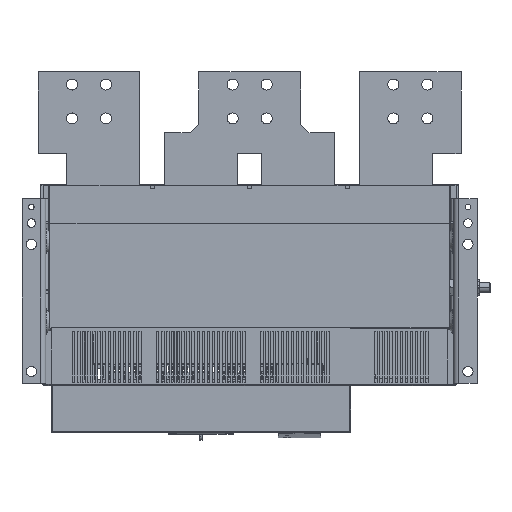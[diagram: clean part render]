
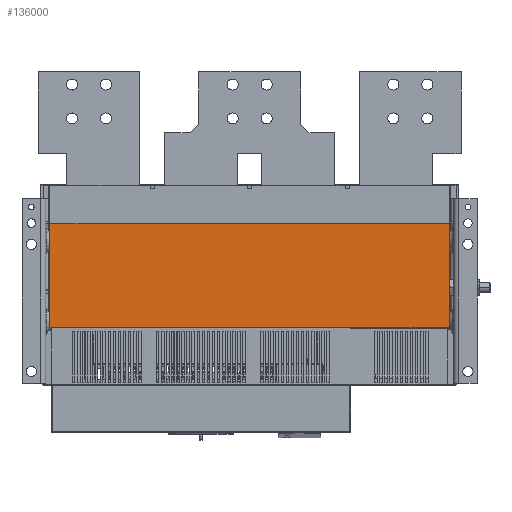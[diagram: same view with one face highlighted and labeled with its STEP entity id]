
A CAD part, front view. The second image highlights one B-rep face of the part: STEP entity #136000.
In plain terms, the highlighted planar face has unit normal (0, -1, -0.008).
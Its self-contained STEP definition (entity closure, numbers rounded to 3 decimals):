
#12433=DIRECTION('',(-1.,0.,0.));
#12434=VECTOR('',#12433,353.);
#12435=CARTESIAN_POINT('',(365.5,1.,-128.));
#12436=LINE('',#12435,#12434);
#12437=DIRECTION('',(-1.,0.,0.));
#12438=VECTOR('',#12437,1.5);
#12439=CARTESIAN_POINT('',(12.5,1.,-128.));
#12440=LINE('',#12439,#12438);
#12441=DIRECTION('',(1.,0.,0.));
#12442=VECTOR('',#12441,471.);
#12443=CARTESIAN_POINT('',(11.,0.,-5.));
#12444=LINE('',#12443,#12442);
#12445=DIRECTION('',(-1.,0.,0.));
#12446=VECTOR('',#12445,116.5);
#12447=CARTESIAN_POINT('',(482.,1.,-128.));
#12448=LINE('',#12447,#12446);
#13515=DIRECTION('',(0.,-0.008,1.));
#13516=VECTOR('',#13515,123.004);
#13517=CARTESIAN_POINT('',(482.,1.,-128.));
#13518=LINE('',#13517,#13516);
#23487=DIRECTION('',(0.,0.008,-1.));
#23488=VECTOR('',#23487,123.004);
#23489=CARTESIAN_POINT('',(11.,0.,-5.));
#23490=LINE('',#23489,#23488);
#93291=CARTESIAN_POINT('',(12.5,1.,-128.));
#93293=VERTEX_POINT('',#93291);
#93327=CARTESIAN_POINT('',(11.,1.,-128.));
#93328=VERTEX_POINT('',#93327);
#99015=CARTESIAN_POINT('',(11.,0.,-5.));
#99016=CARTESIAN_POINT('',(482.,0.,-5.));
#99017=VERTEX_POINT('',#99015);
#99018=VERTEX_POINT('',#99016);
#99033=CARTESIAN_POINT('',(365.5,1.,-128.));
#99034=VERTEX_POINT('',#99033);
#99035=CARTESIAN_POINT('',(482.,1.,-128.));
#99036=VERTEX_POINT('',#99035);
#135983=CARTESIAN_POINT('',(246.5,0.5,-66.5));
#135984=DIRECTION('',(0.,1.,0.008));
#135985=DIRECTION('',(0.,-0.008,1.));
#135986=AXIS2_PLACEMENT_3D('',#135983,#135984,#135985);
#135987=PLANE('',#135986);
#135989=ORIENTED_EDGE('',*,*,#135988,.T.);
#135990=ORIENTED_EDGE('',*,*,#127192,.T.);
#135992=ORIENTED_EDGE('',*,*,#135991,.F.);
#135993=ORIENTED_EDGE('',*,*,#135952,.T.);
#135995=ORIENTED_EDGE('',*,*,#135994,.F.);
#135997=ORIENTED_EDGE('',*,*,#135996,.T.);
#135998=EDGE_LOOP('',(#135989,#135990,#135992,#135993,#135995,#135997));
#135999=FACE_OUTER_BOUND('',#135998,.F.);
#136000=ADVANCED_FACE('',(#135999),#135987,.F.);
#127192=EDGE_CURVE('',#93293,#93328,#12440,.T.);
#135952=EDGE_CURVE('',#99017,#99018,#12444,.T.);
#135988=EDGE_CURVE('',#99034,#93293,#12436,.T.);
#135991=EDGE_CURVE('',#99017,#93328,#23490,.T.);
#135994=EDGE_CURVE('',#99036,#99018,#13518,.T.);
#135996=EDGE_CURVE('',#99036,#99034,#12448,.T.);
